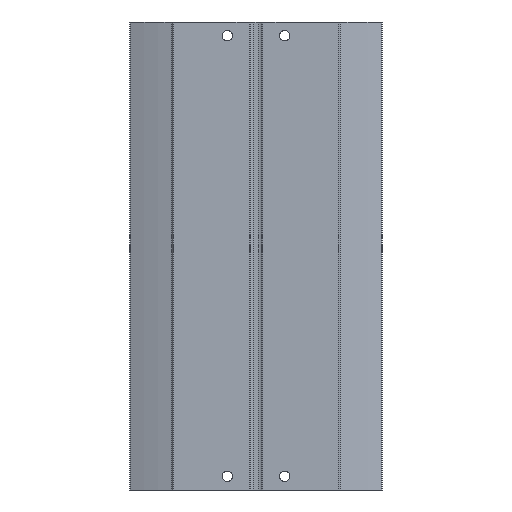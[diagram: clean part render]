
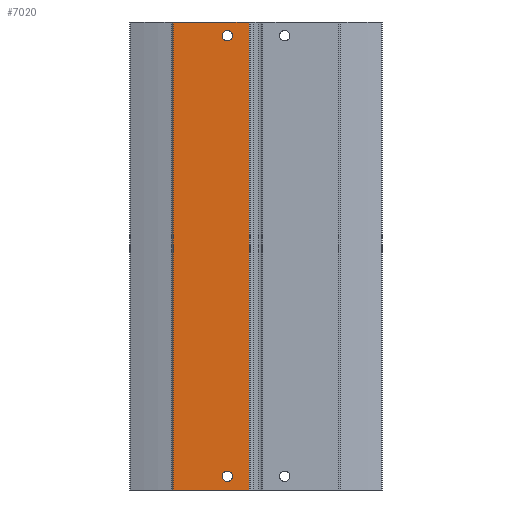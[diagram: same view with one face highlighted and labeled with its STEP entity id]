
A CAD part, front view. The second image highlights one B-rep face of the part: STEP entity #7020.
In plain terms, the highlighted planar face has unit normal (0, -1, 0).
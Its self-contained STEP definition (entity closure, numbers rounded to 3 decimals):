
#341=PLANE('',#7572);
#584=CIRCLE('',#7573,2.25);
#585=CIRCLE('',#7574,2.25);
#1106=ORIENTED_EDGE('',*,*,#2882,.F.);
#1107=ORIENTED_EDGE('',*,*,#2883,.F.);
#1108=ORIENTED_EDGE('',*,*,#2884,.F.);
#1109=ORIENTED_EDGE('',*,*,#2881,.F.);
#1110=ORIENTED_EDGE('',*,*,#2885,.T.);
#1111=ORIENTED_EDGE('',*,*,#2886,.T.);
#2881=EDGE_CURVE('',#3766,#3765,#4402,.T.);
#2882=EDGE_CURVE('',#3767,#3767,#584,.T.);
#2883=EDGE_CURVE('',#3768,#3768,#585,.T.);
#2884=EDGE_CURVE('',#3765,#3769,#4403,.T.);
#2885=EDGE_CURVE('',#3766,#3770,#4404,.T.);
#2886=EDGE_CURVE('',#3770,#3769,#4405,.T.);
#3765=VERTEX_POINT('',#11313);
#3766=VERTEX_POINT('',#11315);
#3767=VERTEX_POINT('',#11319);
#3768=VERTEX_POINT('',#11321);
#3769=VERTEX_POINT('',#11323);
#3770=VERTEX_POINT('',#11325);
#4402=LINE('',#11316,#4861);
#4403=LINE('',#11322,#4862);
#4404=LINE('',#11324,#4863);
#4405=LINE('',#11326,#4864);
#4861=VECTOR('',#8528,1000.);
#4862=VECTOR('',#8535,1000.);
#4863=VECTOR('',#8536,1000.);
#4864=VECTOR('',#8537,1000.);
#5334=EDGE_LOOP('',(#1106));
#5335=EDGE_LOOP('',(#1107));
#5336=EDGE_LOOP('',(#1108,#1109,#1110,#1111));
#6123=FACE_BOUND('',#5334,.T.);
#6124=FACE_BOUND('',#5335,.T.);
#6125=FACE_BOUND('',#5336,.T.);
#7020=ADVANCED_FACE('',(#6123,#6124,#6125),#341,.T.);
#7572=AXIS2_PLACEMENT_3D('',#11317,#8529,#8530);
#7573=AXIS2_PLACEMENT_3D('',#11318,#8531,#8532);
#7574=AXIS2_PLACEMENT_3D('',#11320,#8533,#8534);
#8528=DIRECTION('',(0.,0.,1.));
#8529=DIRECTION('',(0.,-1.,0.));
#8530=DIRECTION('',(0.,0.,-1.));
#8531=DIRECTION('',(0.,-1.,0.));
#8532=DIRECTION('',(0.,0.,-1.));
#8533=DIRECTION('',(0.,-1.,0.));
#8534=DIRECTION('',(0.,0.,-1.));
#8535=DIRECTION('',(1.,0.,0.));
#8536=DIRECTION('',(1.,0.,0.));
#8537=DIRECTION('',(0.,0.,1.));
#11313=CARTESIAN_POINT('',(-36.,0.,0.));
#11315=CARTESIAN_POINT('',(-36.,0.,-204.));
#11316=CARTESIAN_POINT('',(-36.,0.,-204.));
#11317=CARTESIAN_POINT('',(-36.,0.,-204.));
#11318=CARTESIAN_POINT('',(-12.5,0.,-198.));
#11319=CARTESIAN_POINT('',(-12.5,0.,-200.25));
#11320=CARTESIAN_POINT('',(-12.5,0.,-6.));
#11321=CARTESIAN_POINT('',(-12.5,0.,-8.25));
#11322=CARTESIAN_POINT('',(-36.,0.,0.));
#11323=CARTESIAN_POINT('',(-3.,0.,0.));
#11324=CARTESIAN_POINT('',(-36.,0.,-204.));
#11325=CARTESIAN_POINT('',(-3.,0.,-204.));
#11326=CARTESIAN_POINT('',(-3.,0.,-204.));
